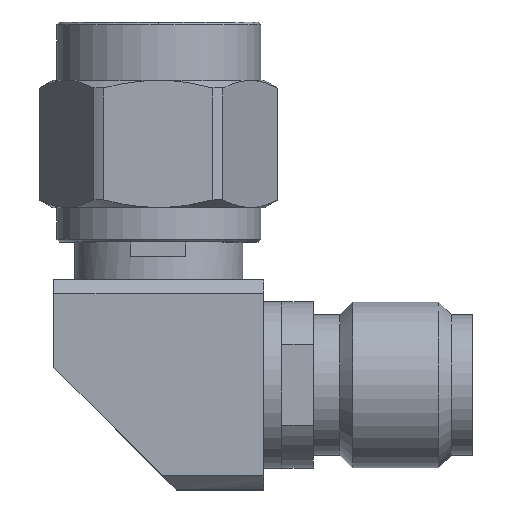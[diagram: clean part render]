
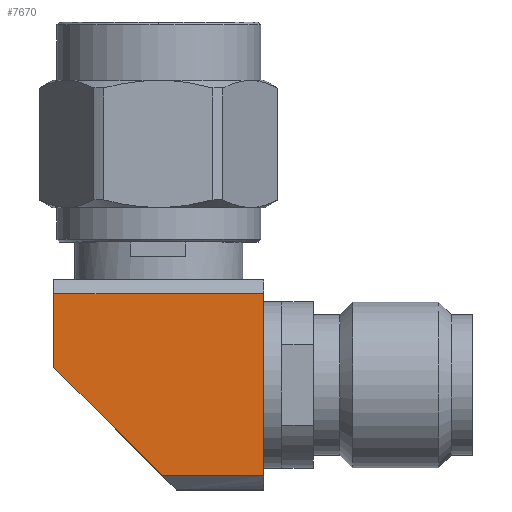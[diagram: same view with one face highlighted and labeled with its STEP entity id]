
A CAD part, top view. The second image highlights one B-rep face of the part: STEP entity #7670.
In plain terms, the highlighted planar face has unit normal (0, 0, 1).
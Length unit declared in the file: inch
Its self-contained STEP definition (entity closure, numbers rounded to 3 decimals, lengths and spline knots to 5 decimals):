
#28 = PLANE ( 'NONE',  #404 ) ;
#404 = AXIS2_PLACEMENT_3D ( 'NONE', #5885, #8532, #7884 ) ;
#742 = ORIENTED_EDGE ( 'NONE', *, *, #5576, .T. ) ;
#748 = CARTESIAN_POINT ( 'NONE',  ( -0.17707, -0.13553, 0.15591 ) ) ;
#758 = VERTEX_POINT ( 'NONE', #748 ) ;
#1322 = ORIENTED_EDGE ( 'NONE', *, *, #3072, .T. ) ;
#1436 = EDGE_CURVE ( 'NONE', #4281, #3598, #7488, .T. ) ;
#1453 = LINE ( 'NONE', #6744, #5303 ) ;
#1616 = DIRECTION ( 'NONE',  ( 0., 1., 0. ) ) ;
#1733 = FACE_OUTER_BOUND ( 'NONE', #7499, .T. ) ;
#2215 = DIRECTION ( 'NONE',  ( 1., 0., 0. ) ) ;
#2546 = VECTOR ( 'NONE', #2834, 39.37008 ) ;
#2570 = VECTOR ( 'NONE', #2215, 39.37008 ) ;
#2744 = CARTESIAN_POINT ( 'NONE',  ( -0.17707, -0.13553, 0.15591 ) ) ;
#2834 = DIRECTION ( 'NONE',  ( 1., 0., 0. ) ) ;
#3072 = EDGE_CURVE ( 'NONE', #7625, #3598, #7576, .T. ) ;
#3435 = CARTESIAN_POINT ( 'NONE',  ( -0.33858, 0.13553, 0.15591 ) ) ;
#3598 = VERTEX_POINT ( 'NONE', #3974 ) ;
#3974 = CARTESIAN_POINT ( 'NONE',  ( -0.02677, 0.13553, 0.15591 ) ) ;
#4158 = LINE ( 'NONE', #6233, #5245 ) ;
#4281 = VERTEX_POINT ( 'NONE', #7750 ) ;
#4457 = VERTEX_POINT ( 'NONE', #7146 ) ;
#4935 = DIRECTION ( 'NONE',  ( 0.707, -0.707, 0. ) ) ;
#5239 = EDGE_CURVE ( 'NONE', #4281, #4457, #1453, .T. ) ;
#5245 = VECTOR ( 'NONE', #4935, 39.37008 ) ;
#5303 = VECTOR ( 'NONE', #6053, 39.37008 ) ;
#5384 = ORIENTED_EDGE ( 'NONE', *, *, #8134, .T. ) ;
#5576 = EDGE_CURVE ( 'NONE', #4457, #758, #4158, .T. ) ;
#5885 = CARTESIAN_POINT ( 'NONE',  ( 0., 0., 0.15591 ) ) ;
#6015 = ORIENTED_EDGE ( 'NONE', *, *, #5239, .T. ) ;
#6053 = DIRECTION ( 'NONE',  ( 0., -1., 0. ) ) ;
#6233 = CARTESIAN_POINT ( 'NONE',  ( -0.33858, 0.02598, 0.15591 ) ) ;
#6295 = CARTESIAN_POINT ( 'NONE',  ( -0.02677, -0.13553, 0.15591 ) ) ;
#6744 = CARTESIAN_POINT ( 'NONE',  ( -0.33858, 0.13553, 0.15591 ) ) ;
#7146 = CARTESIAN_POINT ( 'NONE',  ( -0.33858, 0.02598, 0.15591 ) ) ;
#7315 = LINE ( 'NONE', #2744, #2546 ) ;
#7488 = LINE ( 'NONE', #3435, #2570 ) ;
#7497 = ORIENTED_EDGE ( 'NONE', *, *, #1436, .F. ) ;
#7499 = EDGE_LOOP ( 'NONE', ( #1322, #7497, #6015, #742, #5384 ) ) ;
#7576 = LINE ( 'NONE', #8176, #7605 ) ;
#7605 = VECTOR ( 'NONE', #1616, 39.37008 ) ;
#7625 = VERTEX_POINT ( 'NONE', #6295 ) ;
#7670 = ADVANCED_FACE ( 'NONE', ( #1733 ), #28, .T. ) ;
#7750 = CARTESIAN_POINT ( 'NONE',  ( -0.33858, 0.13553, 0.15591 ) ) ;
#7884 = DIRECTION ( 'NONE',  ( 1., 0., 0. ) ) ;
#8134 = EDGE_CURVE ( 'NONE', #758, #7625, #7315, .T. ) ;
#8176 = CARTESIAN_POINT ( 'NONE',  ( -0.02677, -0.13553, 0.15591 ) ) ;
#8532 = DIRECTION ( 'NONE',  ( 0., 0., 1. ) ) ;
